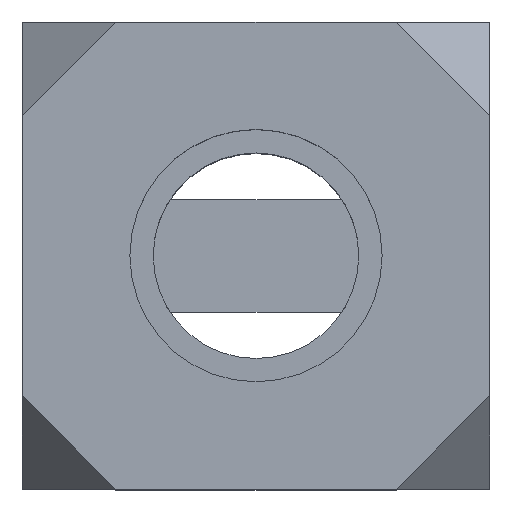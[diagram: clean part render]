
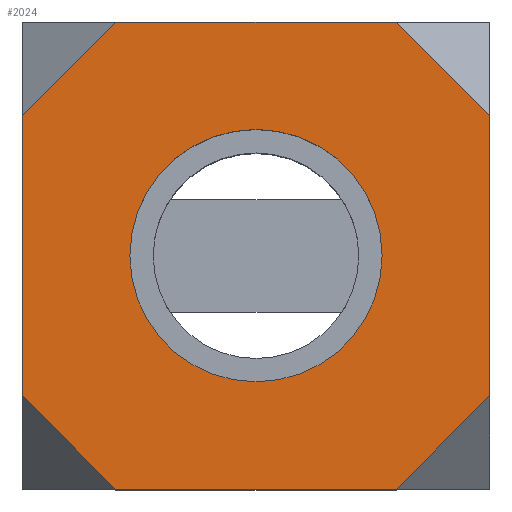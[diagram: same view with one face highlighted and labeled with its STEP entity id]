
A CAD part, top view. The second image highlights one B-rep face of the part: STEP entity #2024.
In plain terms, the highlighted planar face has unit normal (0, 0, 1).
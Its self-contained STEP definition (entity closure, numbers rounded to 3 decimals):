
#24 = EDGE_CURVE ( 'NONE', #3160, #2069, #1558, .T. ) ;
#34 = CARTESIAN_POINT ( 'NONE',  ( 30., 7.5, 30. ) ) ;
#37 = CARTESIAN_POINT ( 'NONE',  ( 23.1, 15., 30. ) ) ;
#76 = VECTOR ( 'NONE', #2895, 1000. ) ;
#132 = EDGE_CURVE ( 'NONE', #1879, #792, #3964, .T. ) ;
#136 = VECTOR ( 'NONE', #3107, 1000. ) ;
#380 = LINE ( 'NONE', #1012, #136 ) ;
#423 = CARTESIAN_POINT ( 'NONE',  ( 30., 6., 30. ) ) ;
#442 = CARTESIAN_POINT ( 'NONE',  ( 24., 30., 30. ) ) ;
#507 = CARTESIAN_POINT ( 'NONE',  ( 0., 6., 30. ) ) ;
#508 = CARTESIAN_POINT ( 'NONE',  ( 15., 15., 30. ) ) ;
#553 = EDGE_CURVE ( 'NONE', #3362, #1879, #1777, .T. ) ;
#650 = CIRCLE ( 'NONE', #3344, 8.1 ) ;
#682 = VERTEX_POINT ( 'NONE', #3475 ) ;
#744 = CARTESIAN_POINT ( 'NONE',  ( 30., 24., 30. ) ) ;
#782 = VECTOR ( 'NONE', #3615, 1000. ) ;
#788 = FACE_BOUND ( 'NONE', #2139, .T. ) ;
#792 = VERTEX_POINT ( 'NONE', #744 ) ;
#854 = LINE ( 'NONE', #3032, #1354 ) ;
#892 = CARTESIAN_POINT ( 'NONE',  ( 24., 0., 30. ) ) ;
#895 = CARTESIAN_POINT ( 'NONE',  ( 15., 15., 30. ) ) ;
#917 = VECTOR ( 'NONE', #1474, 1000. ) ;
#935 = DIRECTION ( 'NONE',  ( 0.707, 0.707, 0. ) ) ;
#1012 = CARTESIAN_POINT ( 'NONE',  ( 22.5, 0., 30. ) ) ;
#1024 = ORIENTED_EDGE ( 'NONE', *, *, #3354, .F. ) ;
#1085 = ORIENTED_EDGE ( 'NONE', *, *, #3301, .F. ) ;
#1219 = EDGE_CURVE ( 'NONE', #3266, #3610, #1475, .T. ) ;
#1228 = ORIENTED_EDGE ( 'NONE', *, *, #553, .T. ) ;
#1283 = ORIENTED_EDGE ( 'NONE', *, *, #3548, .F. ) ;
#1354 = VECTOR ( 'NONE', #2091, 1000. ) ;
#1428 = PLANE ( 'NONE',  #3922 ) ;
#1455 = DIRECTION ( 'NONE',  ( 0., 0., -1. ) ) ;
#1469 = CARTESIAN_POINT ( 'NONE',  ( 27.75, 3.75, 30. ) ) ;
#1474 = DIRECTION ( 'NONE',  ( 0., 1., 0. ) ) ;
#1475 = LINE ( 'NONE', #2618, #1668 ) ;
#1510 = CARTESIAN_POINT ( 'NONE',  ( 6.9, 15., 30. ) ) ;
#1558 = CIRCLE ( 'NONE', #3800, 8.1 ) ;
#1597 = ORIENTED_EDGE ( 'NONE', *, *, #132, .T. ) ;
#1668 = VECTOR ( 'NONE', #2939, 1000. ) ;
#1673 = LINE ( 'NONE', #3819, #76 ) ;
#1677 = VECTOR ( 'NONE', #3089, 1000. ) ;
#1730 = FACE_OUTER_BOUND ( 'NONE', #2460, .T. ) ;
#1741 = DIRECTION ( 'NONE',  ( -1., 0., 0. ) ) ;
#1767 = EDGE_CURVE ( 'NONE', #2069, #3160, #650, .T. ) ;
#1777 = LINE ( 'NONE', #1469, #3529 ) ;
#1822 = DIRECTION ( 'NONE',  ( 0., 0., -1. ) ) ;
#1879 = VERTEX_POINT ( 'NONE', #423 ) ;
#2024 = ADVANCED_FACE ( 'NONE', ( #1730, #788 ), #1428, .T. ) ;
#2069 = VERTEX_POINT ( 'NONE', #1510 ) ;
#2091 = DIRECTION ( 'NONE',  ( 0., 1., 0. ) ) ;
#2117 = EDGE_CURVE ( 'NONE', #3266, #792, #3677, .T. ) ;
#2139 = EDGE_LOOP ( 'NONE', ( #3010, #2990 ) ) ;
#2244 = VERTEX_POINT ( 'NONE', #507 ) ;
#2363 = DIRECTION ( 'NONE',  ( 1., 0., 0. ) ) ;
#2387 = CARTESIAN_POINT ( 'NONE',  ( 26.25, 27.75, 30. ) ) ;
#2460 = EDGE_LOOP ( 'NONE', ( #1228, #1597, #3123, #2669, #3834, #1024, #1085, #1283 ) ) ;
#2469 = CARTESIAN_POINT ( 'NONE',  ( 2.25, 26.25, 30. ) ) ;
#2618 = CARTESIAN_POINT ( 'NONE',  ( 22.5, 30., 30. ) ) ;
#2669 = ORIENTED_EDGE ( 'NONE', *, *, #1219, .T. ) ;
#2670 = DIRECTION ( 'NONE',  ( 0., 0., 1. ) ) ;
#2895 = DIRECTION ( 'NONE',  ( -0.707, 0.707, 0. ) ) ;
#2939 = DIRECTION ( 'NONE',  ( -1., 0., 0. ) ) ;
#2990 = ORIENTED_EDGE ( 'NONE', *, *, #24, .T. ) ;
#3010 = ORIENTED_EDGE ( 'NONE', *, *, #1767, .T. ) ;
#3032 = CARTESIAN_POINT ( 'NONE',  ( 0., 7.5, 30. ) ) ;
#3035 = DIRECTION ( 'NONE',  ( -1., 0., 0. ) ) ;
#3062 = CARTESIAN_POINT ( 'NONE',  ( 6., 30., 30. ) ) ;
#3089 = DIRECTION ( 'NONE',  ( -0.707, -0.707, 0. ) ) ;
#3107 = DIRECTION ( 'NONE',  ( -1., 0., 0. ) ) ;
#3123 = ORIENTED_EDGE ( 'NONE', *, *, #2117, .F. ) ;
#3160 = VERTEX_POINT ( 'NONE', #37 ) ;
#3266 = VERTEX_POINT ( 'NONE', #442 ) ;
#3301 = EDGE_CURVE ( 'NONE', #682, #2244, #1673, .T. ) ;
#3344 = AXIS2_PLACEMENT_3D ( 'NONE', #895, #1822, #3035 ) ;
#3354 = EDGE_CURVE ( 'NONE', #2244, #3532, #854, .T. ) ;
#3362 = VERTEX_POINT ( 'NONE', #892 ) ;
#3395 = LINE ( 'NONE', #2469, #1677 ) ;
#3416 = CARTESIAN_POINT ( 'NONE',  ( 0., 24., 30. ) ) ;
#3475 = CARTESIAN_POINT ( 'NONE',  ( 6., 0., 30. ) ) ;
#3479 = EDGE_CURVE ( 'NONE', #3610, #3532, #3395, .T. ) ;
#3529 = VECTOR ( 'NONE', #935, 1000. ) ;
#3532 = VERTEX_POINT ( 'NONE', #3416 ) ;
#3548 = EDGE_CURVE ( 'NONE', #3362, #682, #380, .T. ) ;
#3610 = VERTEX_POINT ( 'NONE', #3062 ) ;
#3615 = DIRECTION ( 'NONE',  ( 0.707, -0.707, 0. ) ) ;
#3677 = LINE ( 'NONE', #2387, #782 ) ;
#3800 = AXIS2_PLACEMENT_3D ( 'NONE', #508, #1455, #1741 ) ;
#3819 = CARTESIAN_POINT ( 'NONE',  ( 2.25, 3.75, 30. ) ) ;
#3834 = ORIENTED_EDGE ( 'NONE', *, *, #3479, .T. ) ;
#3875 = CARTESIAN_POINT ( 'NONE',  ( 15., 15., 30. ) ) ;
#3922 = AXIS2_PLACEMENT_3D ( 'NONE', #3875, #2670, #2363 ) ;
#3964 = LINE ( 'NONE', #34, #917 ) ;
